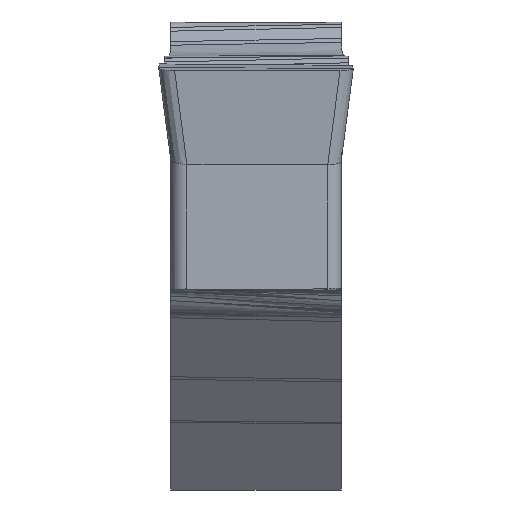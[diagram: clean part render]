
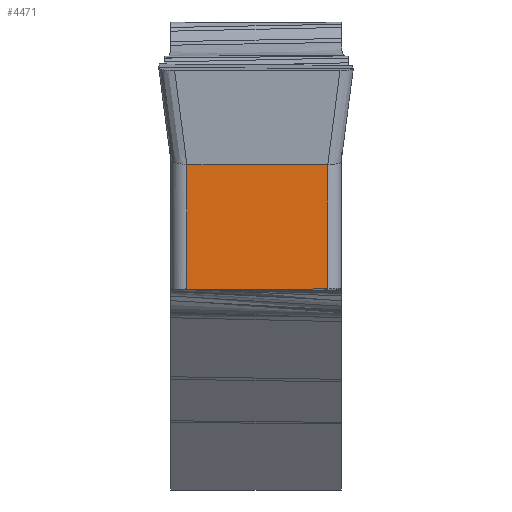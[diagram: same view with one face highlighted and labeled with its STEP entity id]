
A CAD part, front view. The second image highlights one B-rep face of the part: STEP entity #4471.
In plain terms, the highlighted planar face has unit normal (0.087, -0.996, -0.035).
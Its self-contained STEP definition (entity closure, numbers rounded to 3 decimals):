
#1346=DIRECTION('',(0.,-0.035,0.999));
#1347=VECTOR('',#1346,2.546);
#1348=CARTESIAN_POINT('',(-1.424,0.203,
-4.478));
#1349=LINE('',#1348,#1347);
#1353=DIRECTION('',(0.,-0.035,0.999));
#1354=VECTOR('',#1353,0.018);
#1355=CARTESIAN_POINT('',(-1.424,0.203,
-4.495));
#1356=LINE('',#1355,#1354);
#1360=DIRECTION('',(-0.996,-0.087,0.));
#1361=VECTOR('',#1360,2.906);
#1362=CARTESIAN_POINT('',(1.475,0.367,
-1.933));
#1363=LINE('',#1362,#1361);
#1367=DIRECTION('',(0.,0.035,-0.999));
#1368=VECTOR('',#1367,0.006);
#1369=CARTESIAN_POINT('',(1.476,0.456,
-4.481));
#1370=LINE('',#1369,#1368);
#1384=DIRECTION('',(0.,0.035,-0.999));
#1385=VECTOR('',#1384,2.55);
#1386=CARTESIAN_POINT('',(1.476,0.367,
-1.933));
#1387=LINE('',#1386,#1385);
#1437=DIRECTION('',(-0.996,-0.087,-0.003));
#1438=VECTOR('',#1437,2.911);
#1439=CARTESIAN_POINT('',(1.476,0.457,
-4.487));
#1440=LINE('',#1439,#1438);
#1489=CARTESIAN_POINT('',(1.475,0.367,
-1.933));
#1490=CARTESIAN_POINT('',(1.475,0.367,
-1.933));
#1491=CARTESIAN_POINT('',(1.475,0.367,
-1.933));
#1492=CARTESIAN_POINT('',(1.476,0.367,
-1.933));
#1493=CARTESIAN_POINT('',(1.476,0.367,
-1.933));
#1494=CARTESIAN_POINT('',(1.476,0.367,
-1.933));
#1513=CARTESIAN_POINT('',(-1.424,0.114,
-1.933));
#1514=CARTESIAN_POINT('',(-1.423,0.114,
-1.933));
#1515=CARTESIAN_POINT('',(-1.423,0.114,
-1.933));
#1516=CARTESIAN_POINT('',(-1.421,0.114,
-1.933));
#1517=CARTESIAN_POINT('',(-1.421,0.114,
-1.933));
#1518=CARTESIAN_POINT('',(-1.42,0.114,
-1.933));
#1533=CARTESIAN_POINT('',(-1.424,0.114,
-1.933));
#1779=CARTESIAN_POINT('',(1.475,0.367,
-1.933));
#1780=VERTEX_POINT('',#1779);
#1781=VERTEX_POINT('',#1494);
#1821=VERTEX_POINT('',#1533);
#1822=VERTEX_POINT('',#1518);
#1823=CARTESIAN_POINT('',(1.476,0.456,
-4.481));
#1824=CARTESIAN_POINT('',(1.476,0.457,
-4.487));
#1825=VERTEX_POINT('',#1823);
#1826=VERTEX_POINT('',#1824);
#1827=CARTESIAN_POINT('',(-1.424,0.203,
-4.478));
#1828=VERTEX_POINT('',#1827);
#1829=CARTESIAN_POINT('',(-1.424,0.203,
-4.495));
#1830=VERTEX_POINT('',#1829);
#4450=CARTESIAN_POINT('',(-1.424,0.019,
0.78));
#4451=DIRECTION('',(0.087,-0.996,-0.035));
#4452=DIRECTION('',(-0.996,-0.087,-0.003));
#4453=AXIS2_PLACEMENT_3D('',#4450,#4451,#4452);
#4454=PLANE('',#4453);
#4456=ORIENTED_EDGE('',*,*,#4455,.T.);
#4458=ORIENTED_EDGE('',*,*,#4457,.T.);
#4459=ORIENTED_EDGE('',*,*,#4430,.T.);
#4460=ORIENTED_EDGE('',*,*,#4392,.T.);
#4462=ORIENTED_EDGE('',*,*,#4461,.T.);
#4464=ORIENTED_EDGE('',*,*,#4463,.F.);
#4466=ORIENTED_EDGE('',*,*,#4465,.T.);
#4468=ORIENTED_EDGE('',*,*,#4467,.T.);
#4469=EDGE_LOOP('',(#4456,#4458,#4459,#4460,#4462,#4464,#4466,#4468));
#4470=FACE_OUTER_BOUND('',#4469,.F.);
#1495=B_SPLINE_CURVE_WITH_KNOTS('',3,(#1489,#1490,#1491,#1492,#1493,#1494),
.UNSPECIFIED.,.F.,.F.,(4,1,1,4),(0.,0.333,0.667,1.),
.UNSPECIFIED.);
#1519=B_SPLINE_CURVE_WITH_KNOTS('',3,(#1513,#1514,#1515,#1516,#1517,#1518),
.UNSPECIFIED.,.F.,.F.,(4,1,1,4),(0.,0.333,0.667,1.),
.UNSPECIFIED.);
#4392=EDGE_CURVE('',#1828,#1821,#1349,.T.);
#4430=EDGE_CURVE('',#1830,#1828,#1356,.T.);
#4455=EDGE_CURVE('',#1825,#1826,#1370,.T.);
#4457=EDGE_CURVE('',#1826,#1830,#1440,.T.);
#4461=EDGE_CURVE('',#1821,#1822,#1519,.T.);
#4463=EDGE_CURVE('',#1780,#1822,#1363,.T.);
#4465=EDGE_CURVE('',#1780,#1781,#1495,.T.);
#4467=EDGE_CURVE('',#1781,#1825,#1387,.T.);
#4471=ADVANCED_FACE('',(#4470),#4454,.T.);
